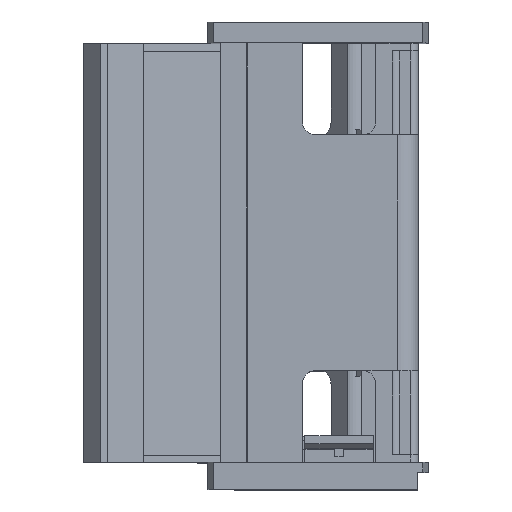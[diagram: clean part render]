
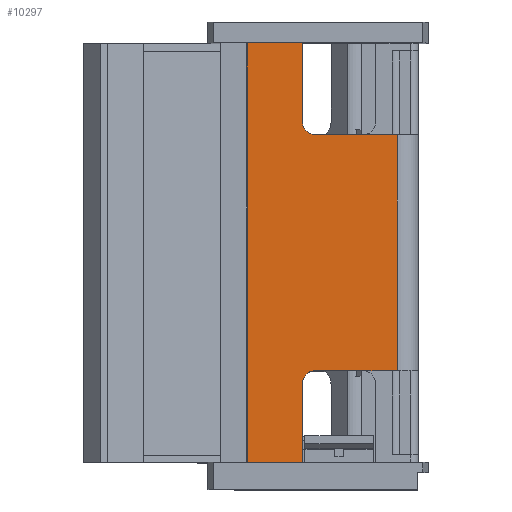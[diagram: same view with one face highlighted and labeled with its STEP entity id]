
A CAD part, top view. The second image highlights one B-rep face of the part: STEP entity #10297.
In plain terms, the highlighted planar face has unit normal (0, 0, 1).
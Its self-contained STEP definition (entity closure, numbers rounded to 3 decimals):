
#680=PLANE('',#11115);
#1094=FACE_OUTER_BOUND('',#1683,.T.);
#1683=EDGE_LOOP('',(#8501,#8502,#8503,#8504,#8505,#8506,#8507,#8508,#8509,
#8510));
#2355=LINE('',#18682,#3315);
#2383=LINE('',#18826,#3343);
#2408=LINE('',#18901,#3368);
#2461=LINE('',#19017,#3421);
#2476=LINE('',#19049,#3436);
#2498=LINE('',#19105,#3458);
#2520=LINE('',#19150,#3480);
#2537=LINE('',#19186,#3497);
#3315=VECTOR('',#12659,10.);
#3343=VECTOR('',#12727,10.);
#3368=VECTOR('',#12796,10.);
#3421=VECTOR('',#12907,10.);
#3436=VECTOR('',#12942,10.);
#3458=VECTOR('',#12986,10.);
#3480=VECTOR('',#13038,10.);
#3497=VECTOR('',#13093,10.);
#4004=CIRCLE('',#11020,5.);
#4010=CIRCLE('',#11030,5.);
#4605=VERTEX_POINT('',#18679);
#4606=VERTEX_POINT('',#18681);
#4635=VERTEX_POINT('',#18823);
#4636=VERTEX_POINT('',#18825);
#4656=VERTEX_POINT('',#18872);
#4662=VERTEX_POINT('',#18893);
#4664=VERTEX_POINT('',#18899);
#4705=VERTEX_POINT('',#19047);
#4728=VERTEX_POINT('',#19104);
#4736=VERTEX_POINT('',#19149);
#5839=EDGE_CURVE('',#4606,#4605,#2355,.T.);
#5883=EDGE_CURVE('',#4635,#4636,#2383,.T.);
#5906=EDGE_CURVE('',#4636,#4656,#4004,.T.);
#5918=EDGE_CURVE('',#4662,#4605,#4010,.T.);
#5921=EDGE_CURVE('',#4662,#4664,#2408,.T.);
#5982=EDGE_CURVE('',#4606,#4635,#2461,.T.);
#5997=EDGE_CURVE('',#4705,#4664,#2476,.T.);
#6025=EDGE_CURVE('',#4728,#4656,#2498,.T.);
#6047=EDGE_CURVE('',#4728,#4736,#2520,.T.);
#6064=EDGE_CURVE('',#4736,#4705,#2537,.T.);
#8501=ORIENTED_EDGE('',*,*,#5982,.F.);
#8502=ORIENTED_EDGE('',*,*,#5839,.T.);
#8503=ORIENTED_EDGE('',*,*,#5918,.F.);
#8504=ORIENTED_EDGE('',*,*,#5921,.T.);
#8505=ORIENTED_EDGE('',*,*,#5997,.F.);
#8506=ORIENTED_EDGE('',*,*,#6064,.F.);
#8507=ORIENTED_EDGE('',*,*,#6047,.F.);
#8508=ORIENTED_EDGE('',*,*,#6025,.T.);
#8509=ORIENTED_EDGE('',*,*,#5906,.F.);
#8510=ORIENTED_EDGE('',*,*,#5883,.F.);
#10297=ADVANCED_FACE('',(#1094),#680,.T.);
#11020=AXIS2_PLACEMENT_3D('',#18873,#12764,#12765);
#11030=AXIS2_PLACEMENT_3D('',#18895,#12790,#12791);
#11115=AXIS2_PLACEMENT_3D('',#19185,#13091,#13092);
#12659=DIRECTION('',(-1.,0.,0.));
#12727=DIRECTION('',(-1.,0.,0.));
#12764=DIRECTION('center_axis',(0.,0.,
1.));
#12765=DIRECTION('ref_axis',(-0.707,0.707,0.));
#12790=DIRECTION('center_axis',(0.,0.,
1.));
#12791=DIRECTION('ref_axis',(-0.707,-0.707,0.));
#12796=DIRECTION('',(0.,1.,0.));
#12907=DIRECTION('',(0.,-1.,0.));
#12942=DIRECTION('',(1.,0.,0.));
#12986=DIRECTION('',(0.,1.,0.));
#13038=DIRECTION('',(-1.,0.,0.));
#13091=DIRECTION('center_axis',(0.,0.,
1.));
#13092=DIRECTION('ref_axis',(1.,0.,0.));
#13093=DIRECTION('',(0.,1.,0.));
#18679=CARTESIAN_POINT('',(-1.,135.3,60.));
#18681=CARTESIAN_POINT('',(30.2,135.3,60.));
#18682=CARTESIAN_POINT('',(30.2,135.3,60.));
#18823=CARTESIAN_POINT('',(30.2,45.3,60.));
#18825=CARTESIAN_POINT('',(-1.,45.3,60.));
#18826=CARTESIAN_POINT('',(30.2,45.3,60.));
#18872=CARTESIAN_POINT('',(-6.,40.3,60.));
#18873=CARTESIAN_POINT('Origin',(-1.,40.3,60.));
#18893=CARTESIAN_POINT('',(-6.,140.3,60.));
#18895=CARTESIAN_POINT('Origin',(-1.,140.3,60.));
#18899=CARTESIAN_POINT('',(-6.,170.3,60.));
#18901=CARTESIAN_POINT('',(-6.,10.3,60.));
#19017=CARTESIAN_POINT('',(30.2,135.3,60.));
#19047=CARTESIAN_POINT('',(-27.,170.3,60.));
#19049=CARTESIAN_POINT('',(30.2,170.3,60.));
#19104=CARTESIAN_POINT('',(-6.,10.3,60.));
#19105=CARTESIAN_POINT('',(-6.,10.3,60.));
#19149=CARTESIAN_POINT('',(-27.,10.3,60.));
#19150=CARTESIAN_POINT('',(30.2,10.3,60.));
#19185=CARTESIAN_POINT('Origin',(-27.,10.3,60.));
#19186=CARTESIAN_POINT('',(-27.,10.3,60.));
